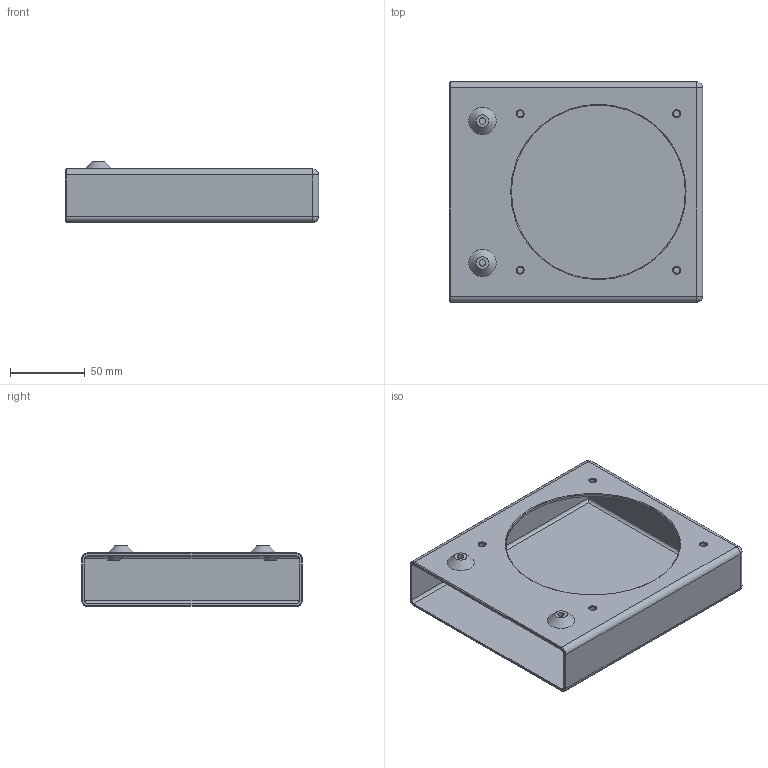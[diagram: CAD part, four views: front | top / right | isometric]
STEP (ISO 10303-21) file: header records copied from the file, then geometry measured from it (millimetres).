
FILE_DESCRIPTION(/* description */ ('','CAx-IF Rec.Pracs.---Representation and Presentation of Product Manufacturing Information (PMI)---4.0---2014-10-13'),/* implementation_level */ '2;1');
FILE_NAME(/* name */ 'bc-250-fan-sleeve-adapter-a2.step',/* time_stamp */ '2025-02-08T18:34:02+02:00',/* author */ (''),/* organization */ (''),/* preprocessor_version */ 'ST-DEVELOPER v20',/* originating_system */ 'Autodesk Translation Framework v13.20.0.188',/* authorisation */ '');
FILE_SCHEMA (('AP242_MANAGED_MODEL_BASED_3D_ENGINEERING_MIM_LF { 1 0 10303 442 1 1 4 }'));
Length unit declared in the file: millimetre
Products named in the file (1): A2
Bounding box: 170 x 148 x 40.9 mm (x, y, z)
Volume: 109545.4 mm3; surface area: 109362 mm2
Topology: 1 solids, 1 shells, 63 faces, 127 edges, 75 vertices
Faces by surface type: plane 23, cylinder 21, cone 15, sphere 4
Full cylindrical faces by diameter (mm): 4.3 x6, 116.7 x1
Entity records: 1688 total; most frequent: DIRECTION 314, CARTESIAN_POINT 266, ORIENTED_EDGE 254, EDGE_CURVE 127, AXIS2_PLACEMENT_3D 123, EDGE_LOOP 82, VERTEX_POINT 75, LINE 68
